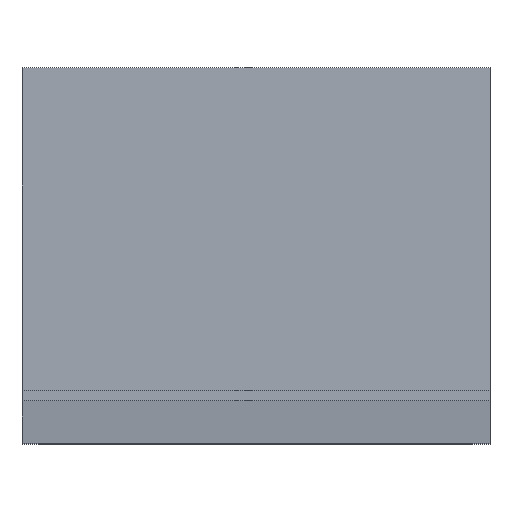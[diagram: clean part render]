
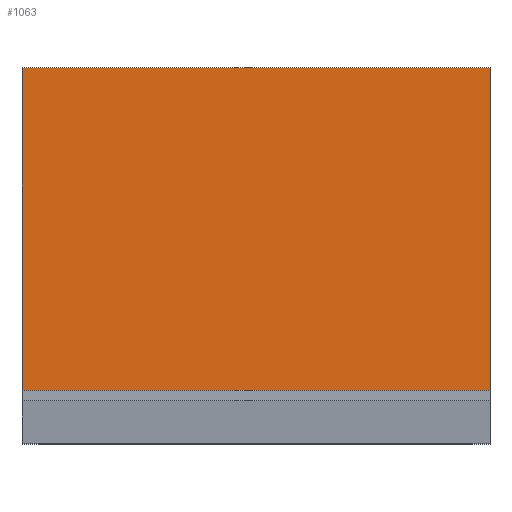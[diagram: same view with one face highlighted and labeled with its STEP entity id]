
A CAD part, top view. The second image highlights one B-rep face of the part: STEP entity #1063.
In plain terms, the highlighted planar face has unit normal (0, 0, 1).
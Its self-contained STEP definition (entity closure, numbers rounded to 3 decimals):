
#1043=AXIS2_PLACEMENT_3D('Plane Axis2P3D',#1040,#1041,#1042) ;
#131=CARTESIAN_POINT('Vertex',(0.,3.1,31.03)) ;
#134=CARTESIAN_POINT('Line Origine',(0.,12.55,31.03)) ;
#138=CARTESIAN_POINT('Vertex',(0.,22.,31.03)) ;
#1018=CARTESIAN_POINT('Vertex',(27.4,22.,31.03)) ;
#1028=CARTESIAN_POINT('Line Origine',(13.7,22.,31.03)) ;
#1040=CARTESIAN_POINT('Axis2P3D Location',(1.,22.,31.03)) ;
#1045=CARTESIAN_POINT('Line Origine',(27.4,12.55,31.03)) ;
#1049=CARTESIAN_POINT('Vertex',(27.4,3.1,31.03)) ;
#1052=CARTESIAN_POINT('Line Origine',(13.7,3.1,31.03)) ;
#135=DIRECTION('Vector Direction',(0.,-1.,0.)) ;
#1029=DIRECTION('Vector Direction',(1.,0.,0.)) ;
#1041=DIRECTION('Axis2P3D Direction',(-0.,0.,1.)) ;
#1042=DIRECTION('Axis2P3D XDirection',(0.,-1.,0.)) ;
#1046=DIRECTION('Vector Direction',(0.,-1.,0.)) ;
#1053=DIRECTION('Vector Direction',(1.,0.,0.)) ;
#136=VECTOR('Line Direction',#135,1.) ;
#1030=VECTOR('Line Direction',#1029,1.) ;
#1047=VECTOR('Line Direction',#1046,1.) ;
#1054=VECTOR('Line Direction',#1053,1.) ;
#1058=ORIENTED_EDGE('',*,*,#1051,.T.) ;
#1059=ORIENTED_EDGE('',*,*,#1032,.T.) ;
#1060=ORIENTED_EDGE('',*,*,#140,.F.) ;
#1061=ORIENTED_EDGE('',*,*,#1056,.F.) ;
#1063=ADVANCED_FACE('Housing',(#1062),#1044,.T.) ;
#140=EDGE_CURVE('',#132,#139,#137,.F.) ;
#1032=EDGE_CURVE('',#1019,#139,#1031,.F.) ;
#1051=EDGE_CURVE('',#1050,#1019,#1048,.F.) ;
#1056=EDGE_CURVE('',#1050,#132,#1055,.F.) ;
#1057=EDGE_LOOP('',(#1058,#1059,#1060,#1061)) ;
#1062=FACE_OUTER_BOUND('',#1057,.T.) ;
#137=LINE('Line',#134,#136) ;
#1031=LINE('Line',#1028,#1030) ;
#1048=LINE('Line',#1045,#1047) ;
#1055=LINE('Line',#1052,#1054) ;
#1044=PLANE('',#1043) ;
#132=VERTEX_POINT('',#131) ;
#139=VERTEX_POINT('',#138) ;
#1019=VERTEX_POINT('',#1018) ;
#1050=VERTEX_POINT('',#1049) ;
